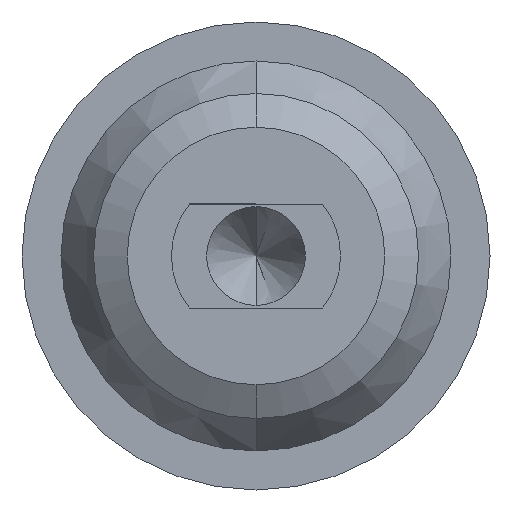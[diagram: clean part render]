
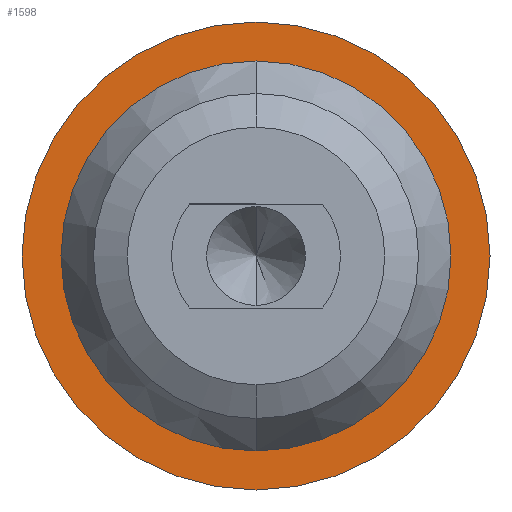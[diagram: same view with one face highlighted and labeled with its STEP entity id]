
A CAD part, front view. The second image highlights one B-rep face of the part: STEP entity #1598.
In plain terms, the highlighted planar face has unit normal (0, -1, 0).
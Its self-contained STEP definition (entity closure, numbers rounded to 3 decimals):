
#86 = DIRECTION ( 'NONE',  ( 0., -1., 0. ) ) ;
#427 = DIRECTION ( 'NONE',  ( 0., 0., -1. ) ) ;
#451 = DIRECTION ( 'NONE',  ( 0., 0., -1. ) ) ;
#457 = EDGE_LOOP ( 'NONE', ( #5077, #844 ) ) ;
#587 = PLANE ( 'NONE',  #3662 ) ;
#614 = CARTESIAN_POINT ( 'NONE',  ( 0., 27.8, 0. ) ) ;
#843 = EDGE_CURVE ( 'Defeature ausgef�hrt4_5+Defeature ausgef�hrt4_3+Defeature ausgef�hrt4_3+Defeature ausgef�hrt4_3', #3026, #5466, #1964, .T. ) ;
#844 = ORIENTED_EDGE ( 'NONE', *, *, #5224, .F. ) ;
#930 = EDGE_CURVE ( 'Defeature ausgef�hrt4_6+Defeature ausgef�hrt4_5+Defeature ausgef�hrt4_5+Defeature ausgef�hrt4_5', #3502, #1817, #6615, .T. ) ;
#1143 = DIRECTION ( 'NONE',  ( 0., 0., -1. ) ) ;
#1252 = CARTESIAN_POINT ( 'NONE',  ( 0., 27.8, 1.8 ) ) ;
#1507 = CARTESIAN_POINT ( 'NONE',  ( 0., 27.8, 0. ) ) ;
#1598 = ADVANCED_FACE ( 'Defeature ausgef�hrt4_5', ( #5237, #1716 ), #587, .T. ) ;
#1716 = FACE_BOUND ( 'NONE', #457, .T. ) ;
#1817 = VERTEX_POINT ( 'NONE', #2952 ) ;
#1964 = CIRCLE ( 'NONE', #4404, 1.8 ) ;
#1976 = CARTESIAN_POINT ( 'NONE',  ( 0., 27.8, 0. ) ) ;
#2130 = AXIS2_PLACEMENT_3D ( 'NONE', #3150, #3650, #3694 ) ;
#2491 = CIRCLE ( 'NONE', #5600, 1.8 ) ;
#2500 = DIRECTION ( 'NONE',  ( 0., -1., 0. ) ) ;
#2952 = CARTESIAN_POINT ( 'NONE',  ( 0., 27.8, 1.5 ) ) ;
#2995 = DIRECTION ( 'NONE',  ( 0., -1., 0. ) ) ;
#3026 = VERTEX_POINT ( 'NONE', #1252 ) ;
#3150 = CARTESIAN_POINT ( 'NONE',  ( 0., 27.8, 0. ) ) ;
#3211 = CARTESIAN_POINT ( 'NONE',  ( 1.5, 27.8, 0. ) ) ;
#3502 = VERTEX_POINT ( 'NONE', #5929 ) ;
#3650 = DIRECTION ( 'NONE',  ( 0., -1., 0. ) ) ;
#3662 = AXIS2_PLACEMENT_3D ( 'NONE', #3211, #86, #3757 ) ;
#3694 = DIRECTION ( 'NONE',  ( 0., 0., -1. ) ) ;
#3757 = DIRECTION ( 'NONE',  ( 0., 0., -1. ) ) ;
#4051 = ORIENTED_EDGE ( 'NONE', *, *, #4699, .T. ) ;
#4264 = DIRECTION ( 'NONE',  ( 0., -1., 0. ) ) ;
#4404 = AXIS2_PLACEMENT_3D ( 'NONE', #1507, #2995, #451 ) ;
#4423 = CARTESIAN_POINT ( 'NONE',  ( 0., 27.8, -1.8 ) ) ;
#4699 = EDGE_CURVE ( 'Defeature ausgef�hrt4_5+Defeature ausgef�hrt4_3+Defeature ausgef�hrt4_3+Defeature ausgef�hrt4_3', #5466, #3026, #2491, .T. ) ;
#4779 = CIRCLE ( 'NONE', #2130, 1.5 ) ;
#5077 = ORIENTED_EDGE ( 'NONE', *, *, #930, .F. ) ;
#5224 = EDGE_CURVE ( 'Defeature ausgef�hrt4_6+Defeature ausgef�hrt4_5+Defeature ausgef�hrt4_5+Defeature ausgef�hrt4_5', #1817, #3502, #4779, .T. ) ;
#5237 = FACE_OUTER_BOUND ( 'NONE', #6367, .T. ) ;
#5466 = VERTEX_POINT ( 'NONE', #4423 ) ;
#5600 = AXIS2_PLACEMENT_3D ( 'NONE', #614, #4264, #1143 ) ;
#5929 = CARTESIAN_POINT ( 'NONE',  ( 0., 27.8, -1.5 ) ) ;
#6135 = ORIENTED_EDGE ( 'NONE', *, *, #843, .T. ) ;
#6162 = AXIS2_PLACEMENT_3D ( 'NONE', #1976, #2500, #427 ) ;
#6367 = EDGE_LOOP ( 'NONE', ( #4051, #6135 ) ) ;
#6615 = CIRCLE ( 'NONE', #6162, 1.5 ) ;
